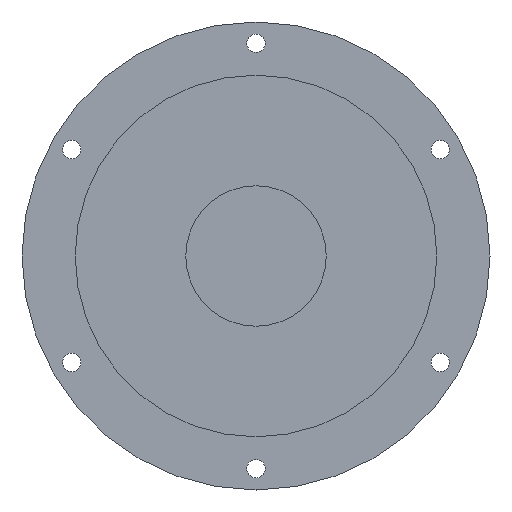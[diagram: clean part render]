
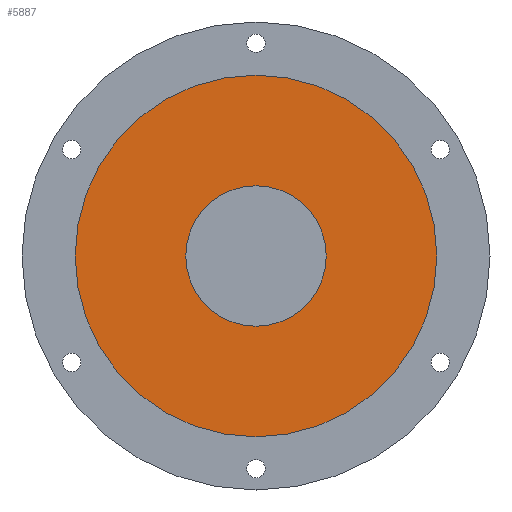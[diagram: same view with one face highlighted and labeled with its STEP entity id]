
A CAD part, left-side view. The second image highlights one B-rep face of the part: STEP entity #5887.
In plain terms, the highlighted planar face has unit normal (-1, 0, 0).
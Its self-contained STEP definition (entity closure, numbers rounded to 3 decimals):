
#4847=CARTESIAN_POINT('',(-10.5,42.5,0.0));
#4848=VERTEX_POINT('',#4847);
#4864=CARTESIAN_POINT('',(-10.5,-42.5,0.));
#4865=VERTEX_POINT('',#4864);
#4872=CARTESIAN_POINT('',(-10.5,0.0,0.0));
#4873=DIRECTION('',(1.0,0.0,0.0));
#4874=DIRECTION('',(0.0,1.0,0.0));
#4875=AXIS2_PLACEMENT_3D('',#4872,#4873,#4874);
#4876=CIRCLE('',#4875,42.5);
#4877=EDGE_CURVE('',#4865,#4848,#4876,.T.);
#4889=CARTESIAN_POINT('',(-10.5,16.5,0.0));
#4890=VERTEX_POINT('',#4889);
#4906=CARTESIAN_POINT('',(-10.5,-16.5,0.));
#4907=VERTEX_POINT('',#4906);
#4914=CARTESIAN_POINT('',(-10.5,0.0,0.0));
#4915=DIRECTION('',(1.0,0.0,0.0));
#4916=DIRECTION('',(0.0,1.0,0.0));
#4917=AXIS2_PLACEMENT_3D('',#4914,#4915,#4916);
#4918=CIRCLE('',#4917,16.5);
#4919=EDGE_CURVE('',#4890,#4907,#4918,.T.);
#5856=CARTESIAN_POINT('',(-10.5,0.0,0.0));
#5857=DIRECTION('',(1.0,0.0,0.0));
#5858=DIRECTION('',(0.0,1.0,0.0));
#5859=AXIS2_PLACEMENT_3D('',#5856,#5857,#5858);
#5860=CIRCLE('',#5859,16.5);
#5861=EDGE_CURVE('',#4907,#4890,#5860,.T.);
#5868=CARTESIAN_POINT('',(-10.5,29.5,0.0));
#5869=DIRECTION('',(-1.0,0.0,0.0));
#5870=DIRECTION('',(0.0,0.0,1.0));
#5871=AXIS2_PLACEMENT_3D('',#5868,#5869,#5870);
#5872=PLANE('',#5871);
#5873=CARTESIAN_POINT('',(-10.5,0.0,0.0));
#5874=DIRECTION('',(1.0,0.0,0.0));
#5875=DIRECTION('',(0.0,1.0,0.0));
#5876=AXIS2_PLACEMENT_3D('',#5873,#5874,#5875);
#5877=CIRCLE('',#5876,42.5);
#5878=EDGE_CURVE('',#4848,#4865,#5877,.T.);
#5879=ORIENTED_EDGE('',*,*,#5878,.F.);
#5880=ORIENTED_EDGE('',*,*,#4877,.F.);
#5881=EDGE_LOOP('',(#5879,#5880));
#5882=FACE_OUTER_BOUND('',#5881,.T.);
#5883=ORIENTED_EDGE('',*,*,#4919,.T.);
#5884=ORIENTED_EDGE('',*,*,#5861,.T.);
#5885=EDGE_LOOP('',(#5883,#5884));
#5886=FACE_BOUND('',#5885,.T.);
#5887=ADVANCED_FACE('',(#5882,#5886),#5872,.T.);
